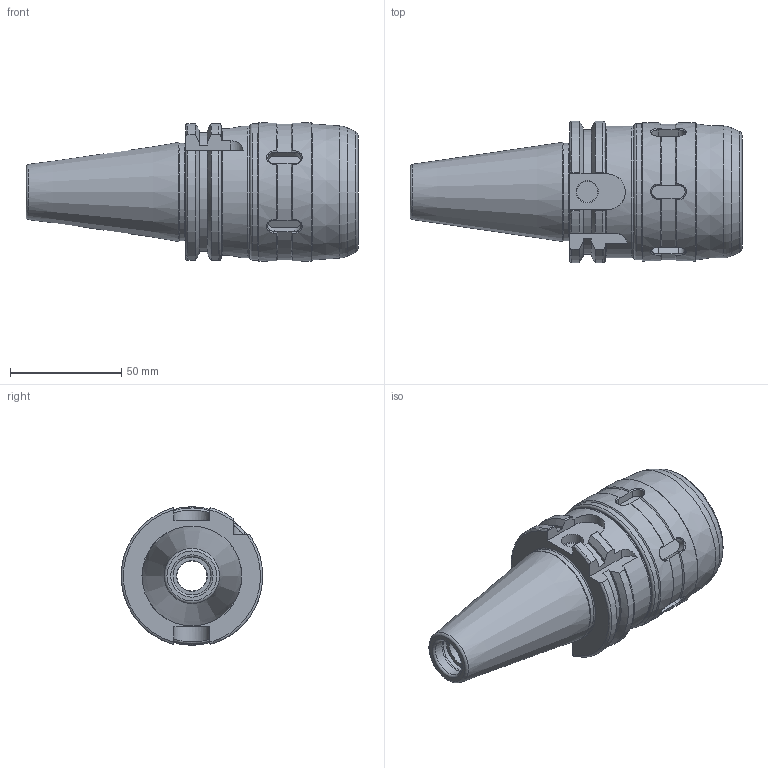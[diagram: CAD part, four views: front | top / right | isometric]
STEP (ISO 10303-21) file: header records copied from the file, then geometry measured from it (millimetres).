
FILE_DESCRIPTION(/* description */ (''),/* implementation_level */ '2;1');
FILE_NAME(/* name */ 'SK40-C25-80.stp',/* time_stamp */ '2023-03-14T09:00:24+09:00',/* author */ ('eos'),/* organization */ (''),/* preprocessor_version */ 'ST-DEVELOPER v18.1',/* originating_system */ 'Autodesk Inventor 2022',/* authorisation */ '');
FILE_SCHEMA (('AUTOMOTIVE_DESIGN { 1 0 10303 214 3 1 1 }'));
Length unit declared in the file: millimetre
Products named in the file (3): SK40-C25-90; SK30; C32-CAP
Assembly tree (2 placements, depth 2):
  SK40-C25-90
    SK30
    C32-CAP
Bounding box: 148.9 x 63.39 x 62 mm (x, y, z)
Volume: 218302.6 mm3; surface area: 54328.5 mm2
Topology: 2 solids, 2 shells, 200 faces, 510 edges, 328 vertices
Faces by surface type: plane 85, cylinder 50, cone 32, torus 21, bspline 12
Full cylindrical faces by diameter (mm): 10 x1, 13.5 x1, 13.835 x1, 17 x1, 17.6 x1, 25 x1, 26 x1, 31.6 x1, 35.2 x1, 37.9 x1, 43.8 x1, 44.5 x3, 46.45 x2, 59 x1, 61 x1, 62 x2
Entity records: 7125 total; most frequent: CARTESIAN_POINT 2352, ORIENTED_EDGE 1020, DIRECTION 938, EDGE_CURVE 510, AXIS2_PLACEMENT_3D 358, VERTEX_POINT 328, LINE 222, VECTOR 222
